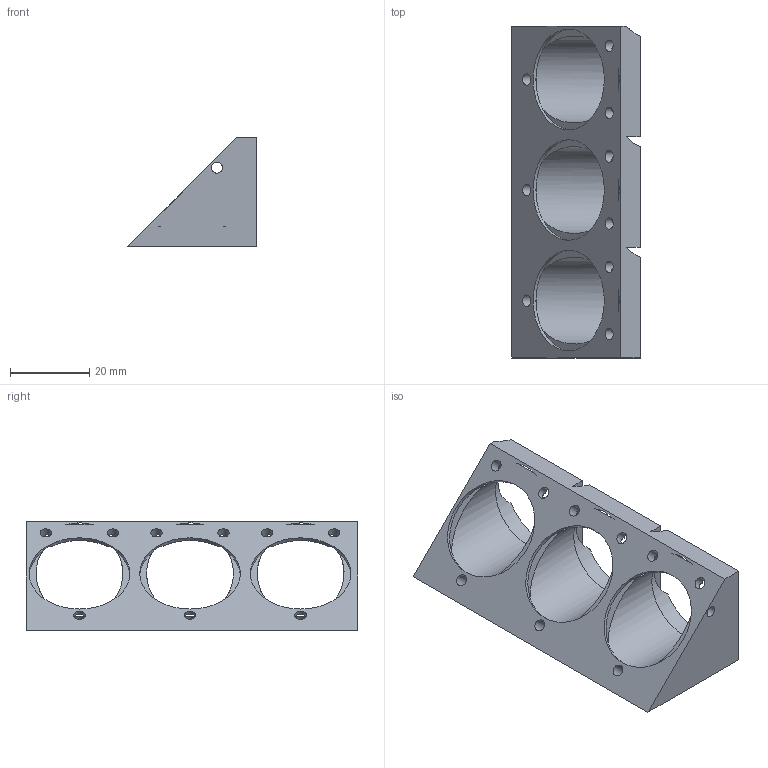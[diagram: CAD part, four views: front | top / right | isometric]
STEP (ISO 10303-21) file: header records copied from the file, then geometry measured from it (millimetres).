
FILE_DESCRIPTION(/* description */ (''),/* implementation_level */ '2;1');
FILE_NAME(/* name */ '30_Cube_Insert_Filter_Revolver_Filter_base.ipt.step',/* time_stamp */ '2022-11-29T08:15:31+01:00',/* author */ ('diederichbenedict'),/* organization */ (''),/* preprocessor_version */ 'ST-DEVELOPER v18.1',/* originating_system */ 'Autodesk Inventor 2022',/* authorisation */ '');
FILE_SCHEMA (('AUTOMOTIVE_DESIGN { 1 0 10303 214 3 1 1 }'));
Length unit declared in the file: millimetre
Products named in the file (1): 30_Cube_Insert_Filter_Revolver_Filter_base
Bounding box: 32.53 x 84 x 27.53 mm (x, y, z)
Volume: 19421.3 mm3; surface area: 12265.4 mm2
Topology: 1 solids, 1 shells, 83 faces, 276 edges, 183 vertices
Faces by surface type: plane 46, cylinder 37
Full cylindrical faces by diameter (mm): 2.8 x16, 2.9 x9, 22 x3, 25.5 x3, 25.6 x3
Entity records: 3684 total; most frequent: CARTESIAN_POINT 1129, ORIENTED_EDGE 552, DIRECTION 524, EDGE_CURVE 276, AXIS2_PLACEMENT_3D 221, VERTEX_POINT 183, EDGE_LOOP 115, CIRCLE 98
